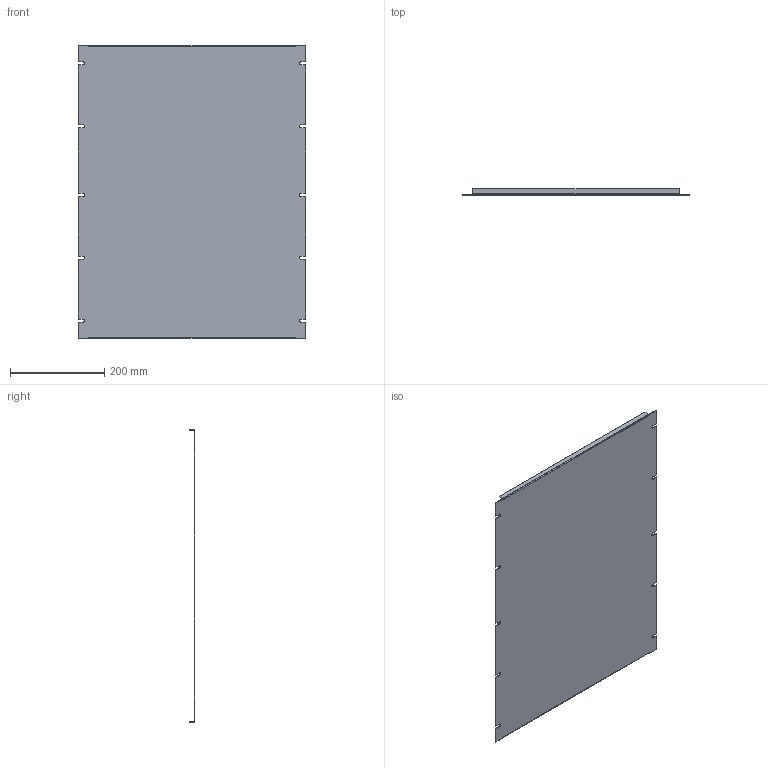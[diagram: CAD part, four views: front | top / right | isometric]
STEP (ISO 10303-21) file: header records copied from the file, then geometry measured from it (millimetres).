
FILE_DESCRIPTION (( 'STEP AP203' ), '1' );
FILE_NAME ('PBFS19024.step', '2020-11-11T15:56:10', ( 'ADC123' ), ( 'Microsoft' ), 'SwSTEP 2.0', 'SolidWorks 2019', '' );
FILE_SCHEMA (( 'CONFIG_CONTROL_DESIGN' ));
Length unit declared in the file: inch
Products named in the file (1): PBFS19024
Bounding box: 482.6 x 12.7 x 621.49 mm (x, y, z)
Volume: 446541.4 mm3; surface area: 620489.9 mm2
Topology: 1 solids, 1 shells, 70 faces, 196 edges, 128 vertices
Faces by surface type: plane 56, cylinder 14
Entity records: 2303 total; most frequent: CARTESIAN_POINT 395, ORIENTED_EDGE 392, DIRECTION 366, EDGE_CURVE 196, LINE 168, VECTOR 168, VERTEX_POINT 128, AXIS2_PLACEMENT_3D 99
